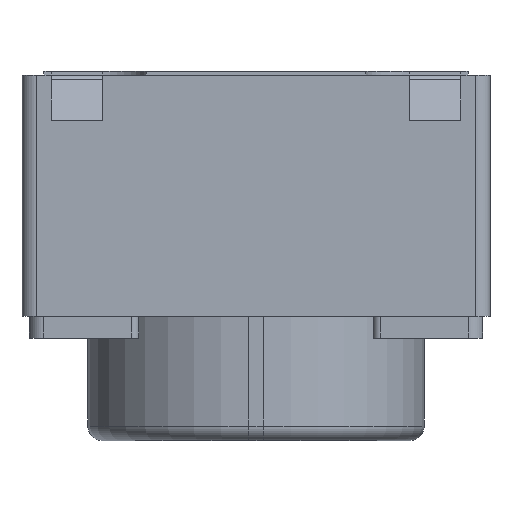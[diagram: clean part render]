
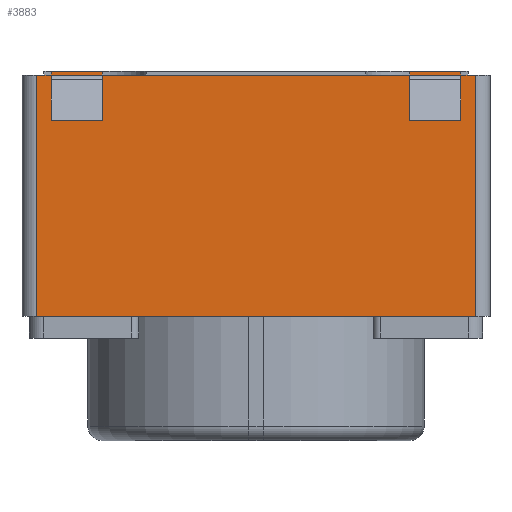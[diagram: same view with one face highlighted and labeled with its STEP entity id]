
A CAD part, left-side view. The second image highlights one B-rep face of the part: STEP entity #3883.
In plain terms, the highlighted planar face has unit normal (-1, 0, 0).
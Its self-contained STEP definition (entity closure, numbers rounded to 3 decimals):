
#19 = VERTEX_POINT ( 'NONE', #5016 ) ;
#50 = EDGE_CURVE ( 'NONE', #19, #3760, #3959, .T. ) ;
#64 = DIRECTION ( 'NONE',  ( 0., -1., 0. ) ) ;
#134 = EDGE_LOOP ( 'NONE', ( #1332, #1215, #3421, #2877, #3733, #3837, #2766, #1100, #5092, #3333, #478, #4947 ) ) ;
#137 = VERTEX_POINT ( 'NONE', #2061 ) ;
#213 = AXIS2_PLACEMENT_3D ( 'NONE', #4443, #4096, #5103 ) ;
#265 = DIRECTION ( 'NONE',  ( 0., 1., 0. ) ) ;
#348 = EDGE_CURVE ( 'NONE', #3580, #1094, #2621, .T. ) ;
#405 = CARTESIAN_POINT ( 'NONE',  ( -2.1, -1.5, 1.55 ) ) ;
#478 = ORIENTED_EDGE ( 'NONE', *, *, #568, .F. ) ;
#518 = LINE ( 'NONE', #1687, #4824 ) ;
#537 = CARTESIAN_POINT ( 'NONE',  ( -2.1, 1.5, -0.1 ) ) ;
#568 = EDGE_CURVE ( 'NONE', #4996, #4466, #1817, .T. ) ;
#661 = VERTEX_POINT ( 'NONE', #3890 ) ;
#662 = DIRECTION ( 'NONE',  ( 0., -1., 0. ) ) ;
#681 = DIRECTION ( 'NONE',  ( 0., 0., -1. ) ) ;
#706 = CARTESIAN_POINT ( 'NONE',  ( -2.1, 1.5, 1.55 ) ) ;
#757 = LINE ( 'NONE', #706, #3324 ) ;
#772 = CARTESIAN_POINT ( 'NONE',  ( -2.1, 1.4, 1.575 ) ) ;
#805 = CARTESIAN_POINT ( 'NONE',  ( -2.1, 1.6, 1.55 ) ) ;
#839 = VECTOR ( 'NONE', #3846, 1000. ) ;
#946 = CARTESIAN_POINT ( 'NONE',  ( -2.1, 1.4, 1.55 ) ) ;
#982 = DIRECTION ( 'NONE',  ( 0., 0., -1. ) ) ;
#1000 = VECTOR ( 'NONE', #265, 1000. ) ;
#1094 = VERTEX_POINT ( 'NONE', #537 ) ;
#1100 = ORIENTED_EDGE ( 'NONE', *, *, #1979, .T. ) ;
#1138 = VERTEX_POINT ( 'NONE', #1443 ) ;
#1166 = LINE ( 'NONE', #772, #839 ) ;
#1190 = EDGE_CURVE ( 'NONE', #1138, #1094, #757, .T. ) ;
#1215 = ORIENTED_EDGE ( 'NONE', *, *, #1190, .T. ) ;
#1249 = VECTOR ( 'NONE', #681, 1000. ) ;
#1304 = DIRECTION ( 'NONE',  ( 0., 0., 1. ) ) ;
#1318 = EDGE_CURVE ( 'NONE', #3760, #661, #4484, .T. ) ;
#1332 = ORIENTED_EDGE ( 'NONE', *, *, #2846, .F. ) ;
#1418 = VECTOR ( 'NONE', #3001, 1000. ) ;
#1424 = VECTOR ( 'NONE', #4720, 1000. ) ;
#1443 = CARTESIAN_POINT ( 'NONE',  ( -2.1, 1.5, 1.55 ) ) ;
#1483 = EDGE_CURVE ( 'NONE', #137, #4366, #3945, .T. ) ;
#1672 = FACE_OUTER_BOUND ( 'NONE', #134, .T. ) ;
#1687 = CARTESIAN_POINT ( 'NONE',  ( -2.1, 1.6, 1.55 ) ) ;
#1735 = EDGE_CURVE ( 'NONE', #4466, #137, #2173, .T. ) ;
#1796 = CARTESIAN_POINT ( 'NONE',  ( -2.1, 0., 1.575 ) ) ;
#1817 = LINE ( 'NONE', #1796, #4393 ) ;
#1976 = LINE ( 'NONE', #805, #1424 ) ;
#1979 = EDGE_CURVE ( 'NONE', #19, #4366, #2247, .T. ) ;
#2061 = CARTESIAN_POINT ( 'NONE',  ( -2.1, 1.05, 1.55 ) ) ;
#2093 = VECTOR ( 'NONE', #1304, 1000. ) ;
#2103 = DIRECTION ( 'NONE',  ( 0., -1., 0. ) ) ;
#2173 = LINE ( 'NONE', #4176, #1418 ) ;
#2183 = VERTEX_POINT ( 'NONE', #946 ) ;
#2247 = LINE ( 'NONE', #3049, #1249 ) ;
#2292 = EDGE_CURVE ( 'NONE', #661, #3344, #1976, .T. ) ;
#2517 = EDGE_CURVE ( 'NONE', #3580, #3344, #4061, .T. ) ;
#2621 = LINE ( 'NONE', #4212, #1000 ) ;
#2709 = PLANE ( 'NONE',  #213 ) ;
#2721 = CARTESIAN_POINT ( 'NONE',  ( -2.1, 1.05, 1.575 ) ) ;
#2722 = EDGE_CURVE ( 'NONE', #4996, #2183, #1166, .T. ) ;
#2766 = ORIENTED_EDGE ( 'NONE', *, *, #50, .F. ) ;
#2812 = CARTESIAN_POINT ( 'NONE',  ( -2.1, 1.4, 1.575 ) ) ;
#2846 = EDGE_CURVE ( 'NONE', #1138, #2183, #518, .T. ) ;
#2877 = ORIENTED_EDGE ( 'NONE', *, *, #2517, .T. ) ;
#2910 = CARTESIAN_POINT ( 'NONE',  ( -2.1, -1.05, 1.55 ) ) ;
#3001 = DIRECTION ( 'NONE',  ( 0., 0., -1. ) ) ;
#3035 = CARTESIAN_POINT ( 'NONE',  ( -2.1, 1.6, 1.55 ) ) ;
#3049 = CARTESIAN_POINT ( 'NONE',  ( -2.1, -1.05, 1.575 ) ) ;
#3324 = VECTOR ( 'NONE', #3934, 1000. ) ;
#3333 = ORIENTED_EDGE ( 'NONE', *, *, #1735, .F. ) ;
#3344 = VERTEX_POINT ( 'NONE', #405 ) ;
#3421 = ORIENTED_EDGE ( 'NONE', *, *, #348, .F. ) ;
#3578 = VECTOR ( 'NONE', #5109, 1000. ) ;
#3580 = VERTEX_POINT ( 'NONE', #5135 ) ;
#3733 = ORIENTED_EDGE ( 'NONE', *, *, #2292, .F. ) ;
#3742 = CARTESIAN_POINT ( 'NONE',  ( -2.1, -1.4, 1.575 ) ) ;
#3760 = VERTEX_POINT ( 'NONE', #5072 ) ;
#3837 = ORIENTED_EDGE ( 'NONE', *, *, #1318, .F. ) ;
#3846 = DIRECTION ( 'NONE',  ( 0., 0., -1. ) ) ;
#3883 = ADVANCED_FACE ( 'NONE', ( #1672 ), #2709, .F. ) ;
#3890 = CARTESIAN_POINT ( 'NONE',  ( -2.1, -1.4, 1.55 ) ) ;
#3934 = DIRECTION ( 'NONE',  ( 0., 0., -1. ) ) ;
#3945 = LINE ( 'NONE', #3035, #3578 ) ;
#3959 = LINE ( 'NONE', #4807, #4588 ) ;
#4061 = LINE ( 'NONE', #4410, #2093 ) ;
#4096 = DIRECTION ( 'NONE',  ( 1., 0., 0. ) ) ;
#4176 = CARTESIAN_POINT ( 'NONE',  ( -2.1, 1.05, 1.575 ) ) ;
#4212 = CARTESIAN_POINT ( 'NONE',  ( -2.1, -1.5, -0.1 ) ) ;
#4366 = VERTEX_POINT ( 'NONE', #2910 ) ;
#4393 = VECTOR ( 'NONE', #662, 1000. ) ;
#4410 = CARTESIAN_POINT ( 'NONE',  ( -2.1, -1.5, 1.55 ) ) ;
#4443 = CARTESIAN_POINT ( 'NONE',  ( -2.1, 1.6, 1.55 ) ) ;
#4466 = VERTEX_POINT ( 'NONE', #2721 ) ;
#4484 = LINE ( 'NONE', #3742, #4895 ) ;
#4588 = VECTOR ( 'NONE', #64, 1000. ) ;
#4720 = DIRECTION ( 'NONE',  ( 0., -1., 0. ) ) ;
#4807 = CARTESIAN_POINT ( 'NONE',  ( -2.1, 0., 1.575 ) ) ;
#4824 = VECTOR ( 'NONE', #2103, 1000. ) ;
#4895 = VECTOR ( 'NONE', #982, 1000. ) ;
#4947 = ORIENTED_EDGE ( 'NONE', *, *, #2722, .T. ) ;
#4996 = VERTEX_POINT ( 'NONE', #2812 ) ;
#5016 = CARTESIAN_POINT ( 'NONE',  ( -2.1, -1.05, 1.575 ) ) ;
#5072 = CARTESIAN_POINT ( 'NONE',  ( -2.1, -1.4, 1.575 ) ) ;
#5092 = ORIENTED_EDGE ( 'NONE', *, *, #1483, .F. ) ;
#5103 = DIRECTION ( 'NONE',  ( 0., 0., -1. ) ) ;
#5109 = DIRECTION ( 'NONE',  ( 0., -1., 0. ) ) ;
#5135 = CARTESIAN_POINT ( 'NONE',  ( -2.1, -1.5, -0.1 ) ) ;
